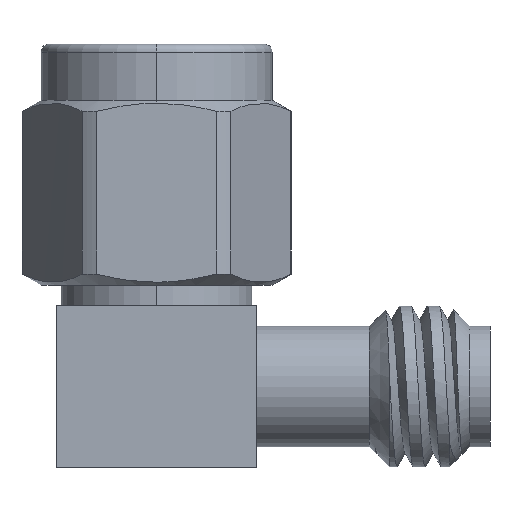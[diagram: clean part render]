
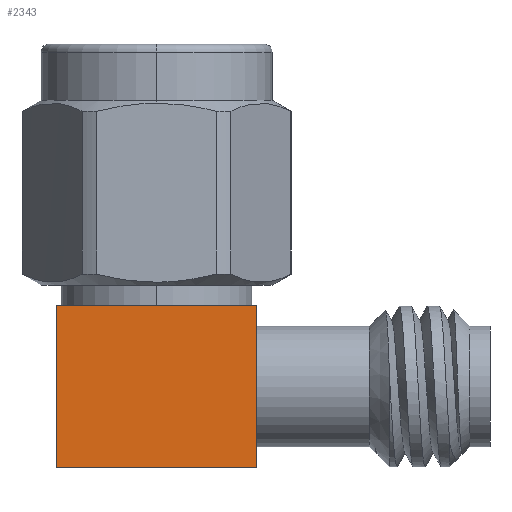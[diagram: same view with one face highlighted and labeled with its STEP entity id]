
A CAD part, left-side view. The second image highlights one B-rep face of the part: STEP entity #2343.
In plain terms, the highlighted planar face has unit normal (-1, 0, 0).
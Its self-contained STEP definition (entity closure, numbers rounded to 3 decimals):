
#188 = EDGE_LOOP ( 'NONE', ( #2054, #474, #761, #3109 ) ) ;
#197 = VERTEX_POINT ( 'NONE', #2086 ) ;
#299 = VERTEX_POINT ( 'NONE', #1479 ) ;
#351 = VECTOR ( 'NONE', #1215, 1000. ) ;
#474 = ORIENTED_EDGE ( 'NONE', *, *, #1837, .F. ) ;
#563 = DIRECTION ( 'NONE',  ( 0., 1., 0. ) ) ;
#761 = ORIENTED_EDGE ( 'NONE', *, *, #3454, .F. ) ;
#769 = LINE ( 'NONE', #1604, #2793 ) ;
#821 = LINE ( 'NONE', #1672, #3050 ) ;
#900 = VECTOR ( 'NONE', #2354, 1000. ) ;
#1037 = VERTEX_POINT ( 'NONE', #3619 ) ;
#1129 = CARTESIAN_POINT ( 'NONE',  ( -2.5, -2.5, -4.55 ) ) ;
#1215 = DIRECTION ( 'NONE',  ( 0., 0., 1. ) ) ;
#1278 = EDGE_CURVE ( 'NONE', #1491, #299, #769, .T. ) ;
#1423 = DIRECTION ( 'NONE',  ( 0., 1., 0. ) ) ;
#1479 = CARTESIAN_POINT ( 'NONE',  ( -2.5, -2.5, -0.5 ) ) ;
#1491 = VERTEX_POINT ( 'NONE', #1506 ) ;
#1506 = CARTESIAN_POINT ( 'NONE',  ( -2.5, 2.5, -0.5 ) ) ;
#1604 = CARTESIAN_POINT ( 'NONE',  ( -2.5, -2.5, -0.5 ) ) ;
#1672 = CARTESIAN_POINT ( 'NONE',  ( -2.5, -2.5, -4.55 ) ) ;
#1809 = CARTESIAN_POINT ( 'NONE',  ( -2.5, 2.5, -4.55 ) ) ;
#1837 = EDGE_CURVE ( 'NONE', #1037, #1491, #3219, .T. ) ;
#2054 = ORIENTED_EDGE ( 'NONE', *, *, #1278, .F. ) ;
#2086 = CARTESIAN_POINT ( 'NONE',  ( -2.5, -2.5, -4.55 ) ) ;
#2157 = DIRECTION ( 'NONE',  ( 0., -1., 0. ) ) ;
#2343 = ADVANCED_FACE ( 'NONE', ( #3110 ), #3404, .F. ) ;
#2354 = DIRECTION ( 'NONE',  ( 0., 0., 1. ) ) ;
#2440 = AXIS2_PLACEMENT_3D ( 'NONE', #1129, #2830, #1423 ) ;
#2793 = VECTOR ( 'NONE', #2157, 1000. ) ;
#2830 = DIRECTION ( 'NONE',  ( 1., 0., 0. ) ) ;
#3050 = VECTOR ( 'NONE', #563, 1000. ) ;
#3088 = EDGE_CURVE ( 'NONE', #197, #299, #3468, .T. ) ;
#3109 = ORIENTED_EDGE ( 'NONE', *, *, #3088, .T. ) ;
#3110 = FACE_OUTER_BOUND ( 'NONE', #188, .T. ) ;
#3219 = LINE ( 'NONE', #1809, #900 ) ;
#3404 = PLANE ( 'NONE',  #2440 ) ;
#3454 = EDGE_CURVE ( 'NONE', #197, #1037, #821, .T. ) ;
#3468 = LINE ( 'NONE', #3519, #351 ) ;
#3519 = CARTESIAN_POINT ( 'NONE',  ( -2.5, -2.5, -4.55 ) ) ;
#3619 = CARTESIAN_POINT ( 'NONE',  ( -2.5, 2.5, -4.55 ) ) ;
